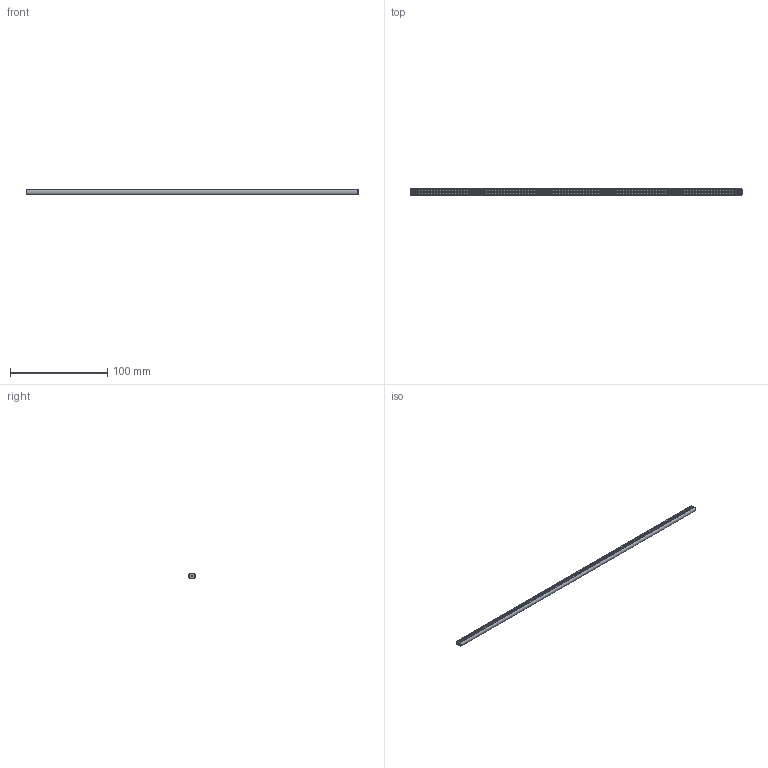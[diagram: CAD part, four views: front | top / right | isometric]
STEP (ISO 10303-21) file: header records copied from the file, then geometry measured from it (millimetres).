
FILE_DESCRIPTION(('FreeCAD Model'),'2;1');
FILE_NAME('Open CASCADE Shape Model','2024-06-18T17:39:56',(''),(''), 'Open CASCADE STEP processor 7.6','FreeCAD','Unknown');
FILE_SCHEMA(('AUTOMOTIVE_DESIGN { 1 0 10303 214 1 1 1 1 }'));
Length unit declared in the file: millimetre
Products named in the file (1): Shaft IDX BU27.25 - SPN-SFT-0229 (stemfie.org)
Bounding box: 340.62 x 6.6 x 5 mm (x, y, z)
Volume: 7775.3 mm3; surface area: 9766.8 mm2
Topology: 1 solids, 1 shells, 1034 faces, 3228 edges, 2004 vertices
Faces by surface type: cylinder 330, plane 310, cone 222, extrusion 172
Full cylindrical faces by diameter (mm): 2 x328
Entity records: 37076 total; most frequent: CARTESIAN_POINT 7299, ORIENTED_EDGE 6456, DIRECTION 6116, EDGE_CURVE 3228, AXIS2_PLACEMENT_3D 2197, VERTEX_POINT 2004, VECTOR 1722, LINE 1550
